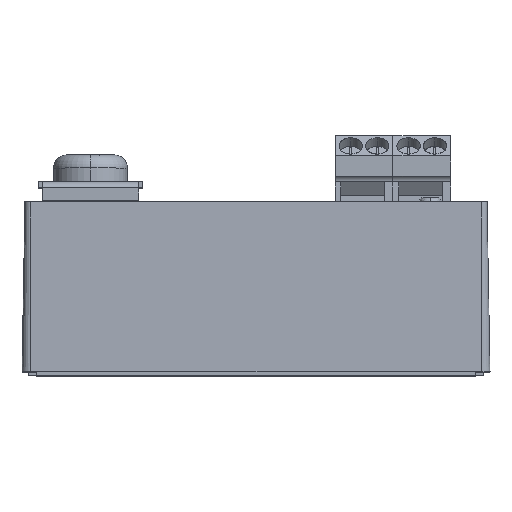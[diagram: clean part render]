
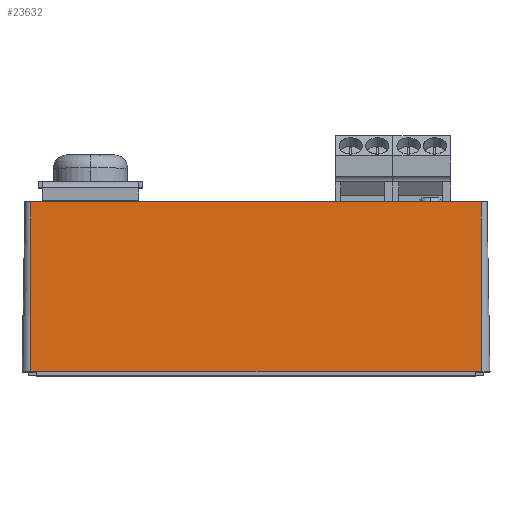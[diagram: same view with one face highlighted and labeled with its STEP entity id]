
A CAD part, top view. The second image highlights one B-rep face of the part: STEP entity #23632.
In plain terms, the highlighted planar face has unit normal (0, 0.018, 1).
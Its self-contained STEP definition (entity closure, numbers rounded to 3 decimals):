
#94 = AXIS2_PLACEMENT_3D ( 'NONE', #13577, #13576, #13574 ) ;
#1309 = VERTEX_POINT ( 'NONE', #30221 ) ;
#1310 = VERTEX_POINT ( 'NONE', #30220 ) ;
#1311 = VERTEX_POINT ( 'NONE', #30217 ) ;
#1312 = VERTEX_POINT ( 'NONE', #30216 ) ;
#3346 = EDGE_CURVE ( 'NONE', #1311, #1310, #18650, .T. ) ;
#3352 = EDGE_CURVE ( 'NONE', #1310, #1309, #18666, .T. ) ;
#3402 = EDGE_CURVE ( 'NONE', #1309, #1312, #18721, .T. ) ;
#3436 = EDGE_CURVE ( 'NONE', #1312, #1311, #18755, .T. ) ;
#13574 = DIRECTION ( 'NONE',  ( 0., -1., 0.017 ) ) ;
#13576 = DIRECTION ( 'NONE',  ( 0., 0.017, 1. ) ) ;
#13577 = CARTESIAN_POINT ( 'NONE',  ( -61.047, 8.829, 38.347 ) ) ;
#13578 = PLANE ( 'NONE',  #94 ) ;
#14082 = VECTOR ( 'NONE', #29856, 1000. ) ;
#18650 = LINE ( 'NONE', #30949, #28806 ) ;
#18666 = LINE ( 'NONE', #30932, #29342 ) ;
#18721 = LINE ( 'NONE', #30282, #28610 ) ;
#18755 = LINE ( 'NONE', #29857, #14082 ) ;
#20881 = EDGE_LOOP ( 'NONE', ( #21146, #21144, #21145, #21143 ) ) ;
#21143 = ORIENTED_EDGE ( 'NONE', *, *, #3402, .T. ) ;
#21144 = ORIENTED_EDGE ( 'NONE', *, *, #3346, .T. ) ;
#21145 = ORIENTED_EDGE ( 'NONE', *, *, #3352, .T. ) ;
#21146 = ORIENTED_EDGE ( 'NONE', *, *, #3436, .T. ) ;
#23632 = ADVANCED_FACE ( 'NONE', ( #25534 ), #13578, .T. ) ;
#25534 = FACE_OUTER_BOUND ( 'NONE', #20881, .T. ) ;
#28610 = VECTOR ( 'NONE', #30279, 1000. ) ;
#28806 = VECTOR ( 'NONE', #30948, 1000. ) ;
#29342 = VECTOR ( 'NONE', #30931, 1000. ) ;
#29856 = DIRECTION ( 'NONE',  ( 0., -1., 0.017 ) ) ;
#29857 = CARTESIAN_POINT ( 'NONE',  ( -61.047, -1.839, 38.533 ) ) ;
#30216 = CARTESIAN_POINT ( 'NONE',  ( -61.047, 8.829, 38.347 ) ) ;
#30217 = CARTESIAN_POINT ( 'NONE',  ( -61.047, -12.507, 38.719 ) ) ;
#30220 = CARTESIAN_POINT ( 'NONE',  ( -4.532, -12.507, 38.719 ) ) ;
#30221 = CARTESIAN_POINT ( 'NONE',  ( -4.532, 8.829, 38.347 ) ) ;
#30279 = DIRECTION ( 'NONE',  ( -1., 0., 0. ) ) ;
#30282 = CARTESIAN_POINT ( 'NONE',  ( -32.789, 8.829, 38.347 ) ) ;
#30931 = DIRECTION ( 'NONE',  ( 0., 1., -0.017 ) ) ;
#30932 = CARTESIAN_POINT ( 'NONE',  ( -4.532, -1.839, 38.533 ) ) ;
#30948 = DIRECTION ( 'NONE',  ( 1., 0., 0. ) ) ;
#30949 = CARTESIAN_POINT ( 'NONE',  ( -32.789, -12.507, 38.719 ) ) ;
